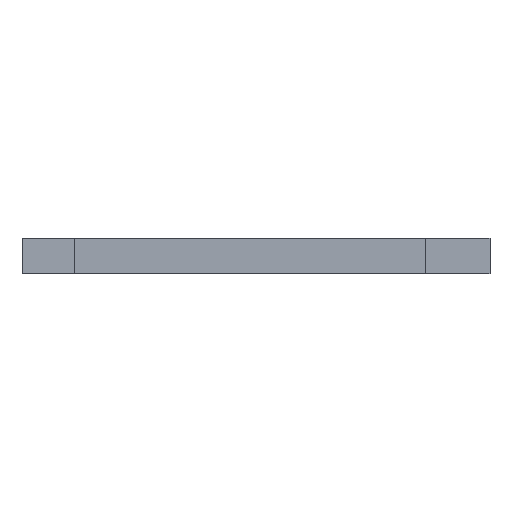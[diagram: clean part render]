
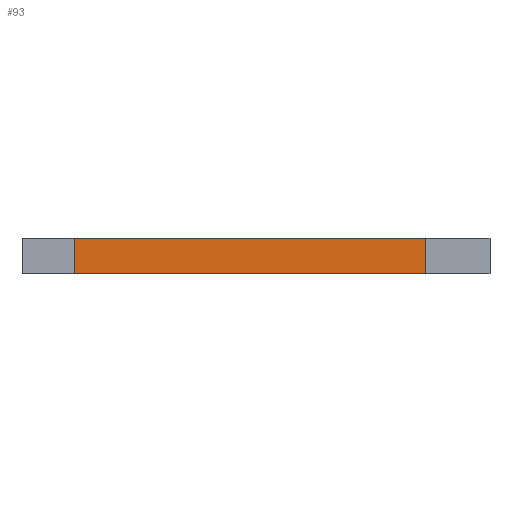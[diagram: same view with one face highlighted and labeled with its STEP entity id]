
A CAD part, front view. The second image highlights one B-rep face of the part: STEP entity #93.
In plain terms, the highlighted planar face has unit normal (0, -1, 0).
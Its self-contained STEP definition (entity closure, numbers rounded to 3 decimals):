
#14 = EDGE_CURVE ( 'NONE', #135, #656, #552, .T. ) ;
#26 = EDGE_CURVE ( 'NONE', #728, #135, #294, .T. ) ;
#60 = CARTESIAN_POINT ( 'NONE',  ( -15.547, -13., 3. ) ) ;
#72 = LINE ( 'NONE', #319, #97 ) ;
#83 = VERTEX_POINT ( 'NONE', #243 ) ;
#93 = ADVANCED_FACE ( 'NONE', ( #653 ), #116, .F. ) ;
#94 = ORIENTED_EDGE ( 'NONE', *, *, #14, .T. ) ;
#97 = VECTOR ( 'NONE', #678, 1000. ) ;
#116 = PLANE ( 'NONE',  #612 ) ;
#125 = DIRECTION ( 'NONE',  ( 0., 1., 0. ) ) ;
#128 = EDGE_LOOP ( 'NONE', ( #94, #275, #165, #253 ) ) ;
#133 = EDGE_CURVE ( 'NONE', #728, #83, #72, .T. ) ;
#135 = VERTEX_POINT ( 'NONE', #378 ) ;
#165 = ORIENTED_EDGE ( 'NONE', *, *, #133, .F. ) ;
#243 = CARTESIAN_POINT ( 'NONE',  ( 14.453, -13., 3. ) ) ;
#253 = ORIENTED_EDGE ( 'NONE', *, *, #26, .T. ) ;
#257 = VECTOR ( 'NONE', #657, 1000. ) ;
#266 = VECTOR ( 'NONE', #693, 1000. ) ;
#275 = ORIENTED_EDGE ( 'NONE', *, *, #639, .F. ) ;
#294 = LINE ( 'NONE', #488, #257 ) ;
#319 = CARTESIAN_POINT ( 'NONE',  ( -15.547, -13., 3. ) ) ;
#357 = VECTOR ( 'NONE', #549, 1000. ) ;
#364 = DIRECTION ( 'NONE',  ( 0., 0., 1. ) ) ;
#378 = CARTESIAN_POINT ( 'NONE',  ( -15.547, -13., 0. ) ) ;
#485 = LINE ( 'NONE', #576, #266 ) ;
#488 = CARTESIAN_POINT ( 'NONE',  ( -15.547, -13., 3. ) ) ;
#517 = CARTESIAN_POINT ( 'NONE',  ( -15.547, -13., 3. ) ) ;
#549 = DIRECTION ( 'NONE',  ( 1., 0., 0. ) ) ;
#552 = LINE ( 'NONE', #593, #357 ) ;
#576 = CARTESIAN_POINT ( 'NONE',  ( 14.453, -13., 3. ) ) ;
#593 = CARTESIAN_POINT ( 'NONE',  ( -15.547, -13., 0. ) ) ;
#612 = AXIS2_PLACEMENT_3D ( 'NONE', #60, #125, #364 ) ;
#639 = EDGE_CURVE ( 'NONE', #83, #656, #485, .T. ) ;
#653 = FACE_OUTER_BOUND ( 'NONE', #128, .T. ) ;
#656 = VERTEX_POINT ( 'NONE', #689 ) ;
#657 = DIRECTION ( 'NONE',  ( 0., 0., -1. ) ) ;
#678 = DIRECTION ( 'NONE',  ( 1., 0., 0. ) ) ;
#689 = CARTESIAN_POINT ( 'NONE',  ( 14.453, -13., 0. ) ) ;
#693 = DIRECTION ( 'NONE',  ( 0., 0., -1. ) ) ;
#728 = VERTEX_POINT ( 'NONE', #517 ) ;
